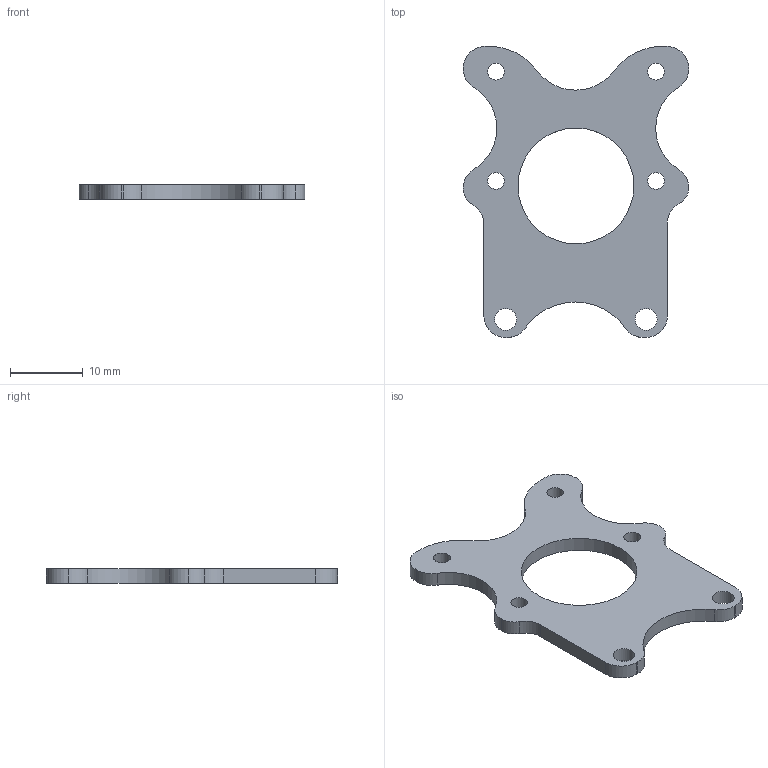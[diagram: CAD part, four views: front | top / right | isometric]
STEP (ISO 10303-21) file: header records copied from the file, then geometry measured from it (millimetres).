
FILE_DESCRIPTION(('HOOPS Exchange Step'),'2;1');
FILE_NAME('CameraMount.stp','2025-08-10T14:16:35-07:00',('DELL'),('Unknown organisation'),'HOOPS Exchange 2024.2','HOOPS Exchange','Unknown authorisation');
FILE_SCHEMA( ('AP203_CONFIGURATION_CONTROLLED_3D_DESIGN_OF_MECHANICAL_PARTS_AND_ASSEMBLIES_MIM_LF') );
Length unit declared in the file: millimetre
Products named in the file (1): root
Bounding box: 31 x 40 x 2 mm (x, y, z)
Volume: 1375.3 mm3; surface area: 1864.4 mm2
Topology: 1 solids, 1 shells, 39 faces, 125 edges, 88 vertices
Faces by surface type: cylinder 28, plane 11
Full cylindrical faces by diameter (mm): 2.3 x4, 3 x2, 15.919 x1
Entity records: 1486 total; most frequent: DIRECTION 275, CARTESIAN_POINT 253, ORIENTED_EDGE 250, EDGE_CURVE 125, AXIS2_PLACEMENT_3D 110, VERTEX_POINT 88, CIRCLE 70, VECTOR 55
